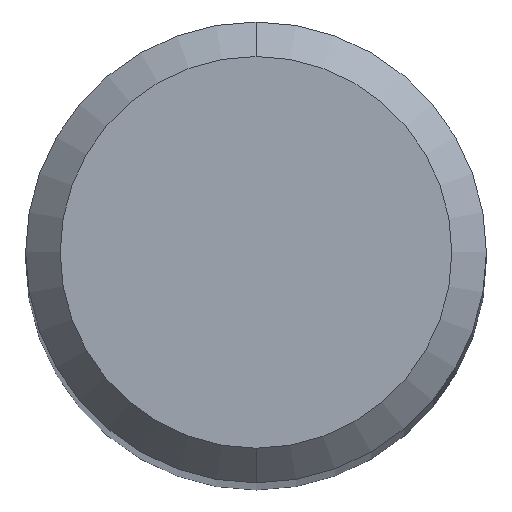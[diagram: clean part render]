
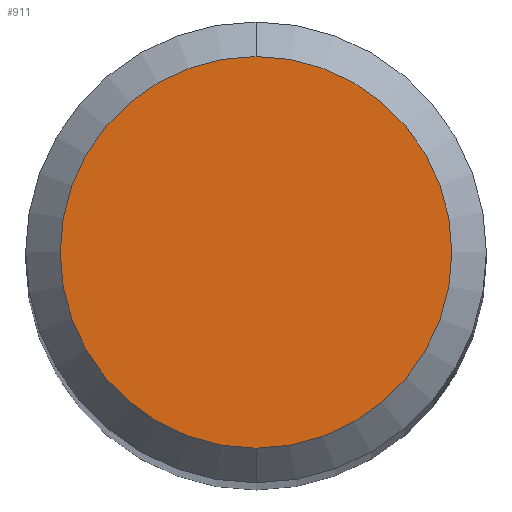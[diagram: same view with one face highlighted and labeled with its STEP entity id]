
A CAD part, top view. The second image highlights one B-rep face of the part: STEP entity #911.
In plain terms, the highlighted planar face has unit normal (0, 0, 1).
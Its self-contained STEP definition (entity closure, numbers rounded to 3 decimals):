
#551=VERTEX_POINT('',#1360);
#839=VERTEX_POINT('',#1674);
#911=ADVANCED_FACE('',(#1753),#1754,.T.);
#1047=EDGE_CURVE('',#551,#839,#1910,.T.);
#1125=EDGE_CURVE('',#839,#551,#1991,.T.);
#1360=CARTESIAN_POINT('',(0.0,1.7,0.0));
#1674=CARTESIAN_POINT('',(0.,-1.7,0.0));
#1753=FACE_OUTER_BOUND('',#4056,.T.);
#1754=PLANE('',#4057);
#1910=CIRCLE('',#4669,1.7);
#1991=CIRCLE('',#5024,1.7);
#4056=EDGE_LOOP('',(#6094,#6095));
#4057=AXIS2_PLACEMENT_3D('',#6096,#6097,#6098);
#4669=AXIS2_PLACEMENT_3D('',#6336,#6337,#6338);
#5024=AXIS2_PLACEMENT_3D('',#6383,#6384,#6385);
#6094=ORIENTED_EDGE('',*,*,#1047,.F.);
#6095=ORIENTED_EDGE('',*,*,#1125,.F.);
#6096=CARTESIAN_POINT('',(0.0,0.85,0.0));
#6097=DIRECTION('',(-0.0,0.0,1.0));
#6098=DIRECTION('',(0.0,-1.0,0.0));
#6336=CARTESIAN_POINT('',(0.0,0.0,0.0));
#6337=DIRECTION('',(0.0,0.0,-1.0));
#6338=DIRECTION('',(0.0,1.0,0.0));
#6383=CARTESIAN_POINT('',(0.0,0.0,0.0));
#6384=DIRECTION('',(0.0,0.0,-1.0));
#6385=DIRECTION('',(0.0,1.0,0.0));
